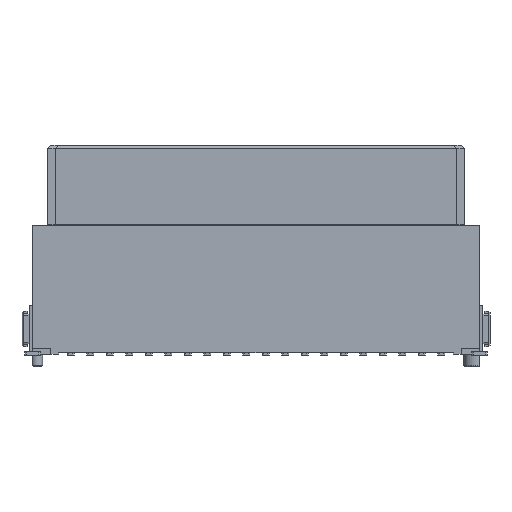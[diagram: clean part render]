
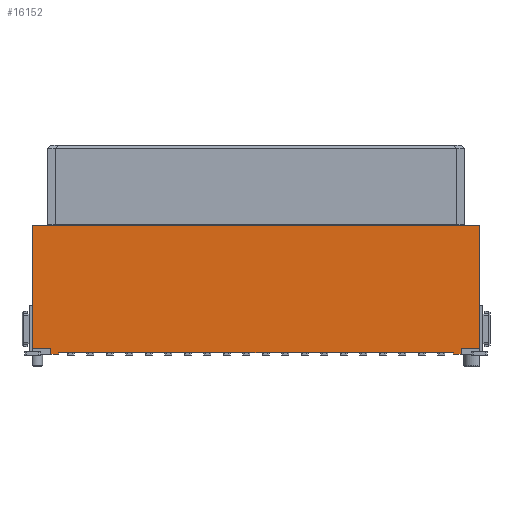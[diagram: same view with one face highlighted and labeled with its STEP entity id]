
A CAD part, front view. The second image highlights one B-rep face of the part: STEP entity #16152.
In plain terms, the highlighted planar face has unit normal (0, -1, 0).
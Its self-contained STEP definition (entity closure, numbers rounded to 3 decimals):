
#687=FACE_OUTER_BOUND('',#1628,.T.);
#1628=EDGE_LOOP('',(#10787,#10788,#10789,#10790,#10791,#10792,#10793,#10794,
#10795,#10796,#10797,#10798));
#2964=LINE('',#23026,#4979);
#2981=LINE('',#23066,#4996);
#2986=LINE('',#23077,#5001);
#2992=LINE('',#23089,#5007);
#2997=LINE('',#23098,#5012);
#2998=LINE('',#23100,#5013);
#2999=LINE('',#23102,#5014);
#3000=LINE('',#23104,#5015);
#3001=LINE('',#23106,#5016);
#3002=LINE('',#23108,#5017);
#3003=LINE('',#23110,#5018);
#3004=LINE('',#23111,#5019);
#4979=VECTOR('',#18484,0.5);
#4996=VECTOR('',#18509,0.5);
#5001=VECTOR('',#18516,0.1);
#5007=VECTOR('',#18526,25.72);
#5012=VECTOR('',#18535,0.1);
#5013=VECTOR('',#18536,0.4);
#5014=VECTOR('',#18537,1.2);
#5015=VECTOR('',#18538,8.);
#5016=VECTOR('',#18539,29.12);
#5017=VECTOR('',#18540,8.);
#5018=VECTOR('',#18541,1.2);
#5019=VECTOR('',#18542,0.4);
#6994=VERTEX_POINT('',#23023);
#6995=VERTEX_POINT('',#23025);
#7005=VERTEX_POINT('',#23047);
#7014=VERTEX_POINT('',#23064);
#7019=VERTEX_POINT('',#23075);
#7023=VERTEX_POINT('',#23088);
#7026=VERTEX_POINT('',#23099);
#7027=VERTEX_POINT('',#23101);
#7028=VERTEX_POINT('',#23103);
#7029=VERTEX_POINT('',#23105);
#7030=VERTEX_POINT('',#23107);
#7031=VERTEX_POINT('',#23109);
#8424=EDGE_CURVE('',#6995,#6994,#2964,.T.);
#8444=EDGE_CURVE('',#7005,#7014,#2981,.T.);
#8449=EDGE_CURVE('',#6994,#7019,#2986,.T.);
#8455=EDGE_CURVE('',#7019,#7023,#2992,.T.);
#8460=EDGE_CURVE('',#7005,#7023,#2997,.T.);
#8461=EDGE_CURVE('',#7014,#7026,#2998,.T.);
#8462=EDGE_CURVE('',#7026,#7027,#2999,.T.);
#8463=EDGE_CURVE('',#7027,#7028,#3000,.T.);
#8464=EDGE_CURVE('',#7029,#7028,#3001,.T.);
#8465=EDGE_CURVE('',#7030,#7029,#3002,.T.);
#8466=EDGE_CURVE('',#7030,#7031,#3003,.T.);
#8467=EDGE_CURVE('',#6995,#7031,#3004,.T.);
#10787=ORIENTED_EDGE('',*,*,#8455,.T.);
#10788=ORIENTED_EDGE('',*,*,#8460,.F.);
#10789=ORIENTED_EDGE('',*,*,#8444,.T.);
#10790=ORIENTED_EDGE('',*,*,#8461,.T.);
#10791=ORIENTED_EDGE('',*,*,#8462,.T.);
#10792=ORIENTED_EDGE('',*,*,#8463,.T.);
#10793=ORIENTED_EDGE('',*,*,#8464,.F.);
#10794=ORIENTED_EDGE('',*,*,#8465,.F.);
#10795=ORIENTED_EDGE('',*,*,#8466,.T.);
#10796=ORIENTED_EDGE('',*,*,#8467,.F.);
#10797=ORIENTED_EDGE('',*,*,#8424,.T.);
#10798=ORIENTED_EDGE('',*,*,#8449,.T.);
#15395=PLANE('',#17223);
#16152=ADVANCED_FACE('',(#687),#15395,.T.);
#17223=AXIS2_PLACEMENT_3D('',#23097,#18533,#18534);
#18484=DIRECTION('',(1.,0.,0.));
#18509=DIRECTION('',(1.,0.,0.));
#18516=DIRECTION('',(0.,0.,1.));
#18526=DIRECTION('',(1.,0.,0.));
#18533=DIRECTION('center_axis',(0.,-1.,0.));
#18534=DIRECTION('ref_axis',(1.,0.,0.));
#18535=DIRECTION('',(0.,0.,1.));
#18536=DIRECTION('',(0.,0.,1.));
#18537=DIRECTION('',(1.,0.,0.));
#18538=DIRECTION('',(0.,0.,1.));
#18539=DIRECTION('',(1.,0.,0.));
#18540=DIRECTION('',(0.,0.,1.));
#18541=DIRECTION('',(1.,0.,0.));
#18542=DIRECTION('',(0.,0.,1.));
#23023=CARTESIAN_POINT('',(-12.86,-2.1,0.));
#23025=CARTESIAN_POINT('',(-13.36,-2.1,0.));
#23026=CARTESIAN_POINT('',(-13.36,-2.1,0.));
#23047=CARTESIAN_POINT('',(12.86,-2.1,0.));
#23064=CARTESIAN_POINT('',(13.36,-2.1,0.));
#23066=CARTESIAN_POINT('',(12.86,-2.1,0.));
#23075=CARTESIAN_POINT('',(-12.86,-2.1,0.1));
#23077=CARTESIAN_POINT('',(-12.86,-2.1,0.));
#23088=CARTESIAN_POINT('',(12.86,-2.1,0.1));
#23089=CARTESIAN_POINT('',(-12.86,-2.1,0.1));
#23097=CARTESIAN_POINT('Origin',(-14.56,-2.1,0.));
#23098=CARTESIAN_POINT('',(12.86,-2.1,0.));
#23099=CARTESIAN_POINT('',(13.36,-2.1,0.4));
#23100=CARTESIAN_POINT('',(13.36,-2.1,0.));
#23101=CARTESIAN_POINT('',(14.56,-2.1,0.4));
#23102=CARTESIAN_POINT('',(13.36,-2.1,0.4));
#23103=CARTESIAN_POINT('',(14.56,-2.1,8.4));
#23104=CARTESIAN_POINT('',(14.56,-2.1,0.4));
#23105=CARTESIAN_POINT('',(-14.56,-2.1,8.4));
#23106=CARTESIAN_POINT('',(-14.56,-2.1,8.4));
#23107=CARTESIAN_POINT('',(-14.56,-2.1,0.4));
#23108=CARTESIAN_POINT('',(-14.56,-2.1,0.4));
#23109=CARTESIAN_POINT('',(-13.36,-2.1,0.4));
#23110=CARTESIAN_POINT('',(-14.56,-2.1,0.4));
#23111=CARTESIAN_POINT('',(-13.36,-2.1,0.));
